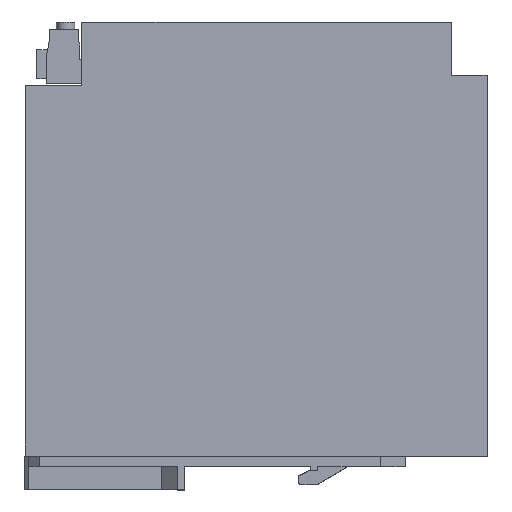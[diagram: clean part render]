
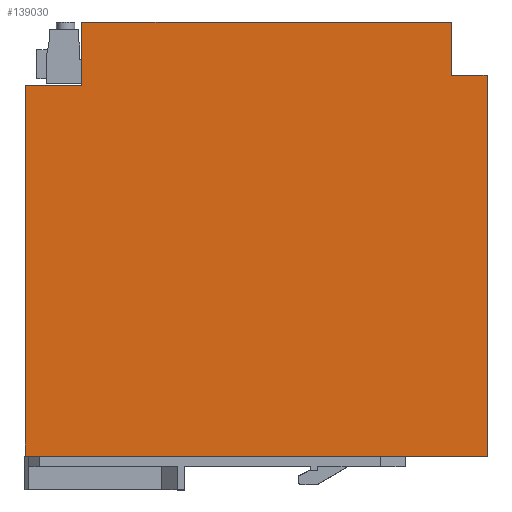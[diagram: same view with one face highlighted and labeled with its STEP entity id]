
A CAD part, top view. The second image highlights one B-rep face of the part: STEP entity #139030.
In plain terms, the highlighted face is planar.
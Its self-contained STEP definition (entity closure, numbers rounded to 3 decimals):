
#120=CARTESIAN_POINT('',(3.5,1.,9.1));
#130=VERTEX_POINT('',#120);
#280=CARTESIAN_POINT('',(3.5,-13.88,9.1));
#290=VERTEX_POINT('',#280);
#320=CARTESIAN_POINT('',(3.5,-123.88,9.1));
#330=DIRECTION('',(-0.,-1.,0.));
#340=VECTOR('',#330,1.);
#350=LINE('',#320,#340);
#360=EDGE_CURVE('',#130,#290,#350,.T.);
#39020=CARTESIAN_POINT('',(3.5,-16.7,113.));
#39030=VERTEX_POINT('',#39020);
#39060=CARTESIAN_POINT('',(3.5,-16.7,0.));
#39070=DIRECTION('',(0.,0.,-1.));
#39080=VECTOR('',#39070,1.);
#39090=LINE('',#39060,#39080);
#39100=CARTESIAN_POINT('',(3.5,-16.7,129.));
#39110=VERTEX_POINT('',#39100);
#39120=EDGE_CURVE('',#39110,#39030,#39090,.T.);
#39300=CARTESIAN_POINT('',(3.5,0.,129.));
#39310=DIRECTION('',(-0.,1.,0.));
#39320=VECTOR('',#39310,1.);
#39330=LINE('',#39300,#39320);
#39340=CARTESIAN_POINT('',(3.5,-121.,129.));
#39350=VERTEX_POINT('',#39340);
#39360=EDGE_CURVE('',#39350,#39110,#39330,.T.);
#71310=CARTESIAN_POINT('',(3.5,-121.,0.));
#71320=DIRECTION('',(-0.,0.,1.));
#71330=VECTOR('',#71320,1.);
#71340=LINE('',#71310,#71330);
#71350=CARTESIAN_POINT('',(3.5,-121.,-1.));
#71360=VERTEX_POINT('',#71350);
#71370=EDGE_CURVE('',#71360,#39350,#71340,.T.);
#72050=CARTESIAN_POINT('',(3.5,-13.88,-1.));
#72060=VERTEX_POINT('',#72050);
#72150=CARTESIAN_POINT('',(3.5,0.,-1.));
#72160=DIRECTION('',(0.,-1.,0.));
#72170=VECTOR('',#72160,1.);
#72180=LINE('',#72150,#72170);
#72190=EDGE_CURVE('',#72060,#71360,#72180,.T.);
#99730=CARTESIAN_POINT('',(3.5,-13.88,22.1));
#99740=DIRECTION('',(0.,0.,-1.));
#99750=VECTOR('',#99740,1.);
#99760=LINE('',#99730,#99750);
#99770=EDGE_CURVE('',#290,#72060,#99760,.T.);
#99990=CARTESIAN_POINT('',(3.5,1.,0.));
#100000=DIRECTION('',(0.,0.,1.));
#100010=VECTOR('',#100000,1.);
#100020=LINE('',#99990,#100010);
#100030=CARTESIAN_POINT('',(3.5,1.,113.));
#100040=VERTEX_POINT('',#100030);
#100050=EDGE_CURVE('',#130,#100040,#100020,.T.);
#100680=CARTESIAN_POINT('',(3.5,0.,113.));
#100690=DIRECTION('',(0.,1.,0.));
#100700=VECTOR('',#100690,1.);
#100710=LINE('',#100680,#100700);
#100720=EDGE_CURVE('',#39030,#100040,#100710,.T.);
#138880=CARTESIAN_POINT('',(3.5,0.,0.));
#138890=DIRECTION('',(1.,0.,0.));
#138900=DIRECTION('',(0.,-1.,0.));
#138910=AXIS2_PLACEMENT_3D('',#138880,#138890,#138900);
#138920=PLANE('',#138910);
#138930=ORIENTED_EDGE('',*,*,#360,.F.);
#138940=ORIENTED_EDGE('',*,*,#99770,.F.);
#138950=ORIENTED_EDGE('',*,*,#72190,.F.);
#138960=ORIENTED_EDGE('',*,*,#71370,.F.);
#138970=ORIENTED_EDGE('',*,*,#39360,.F.);
#138980=ORIENTED_EDGE('',*,*,#39120,.F.);
#138990=ORIENTED_EDGE('',*,*,#100720,.F.);
#139000=ORIENTED_EDGE('',*,*,#100050,.T.);
#139010=EDGE_LOOP('',(#139000,#138990,#138980,#138970,#138960,#138950,
#138940,#138930));
#139020=FACE_OUTER_BOUND('',#139010,.T.);
#139030=ADVANCED_FACE('',(#139020),#138920,.T.);
